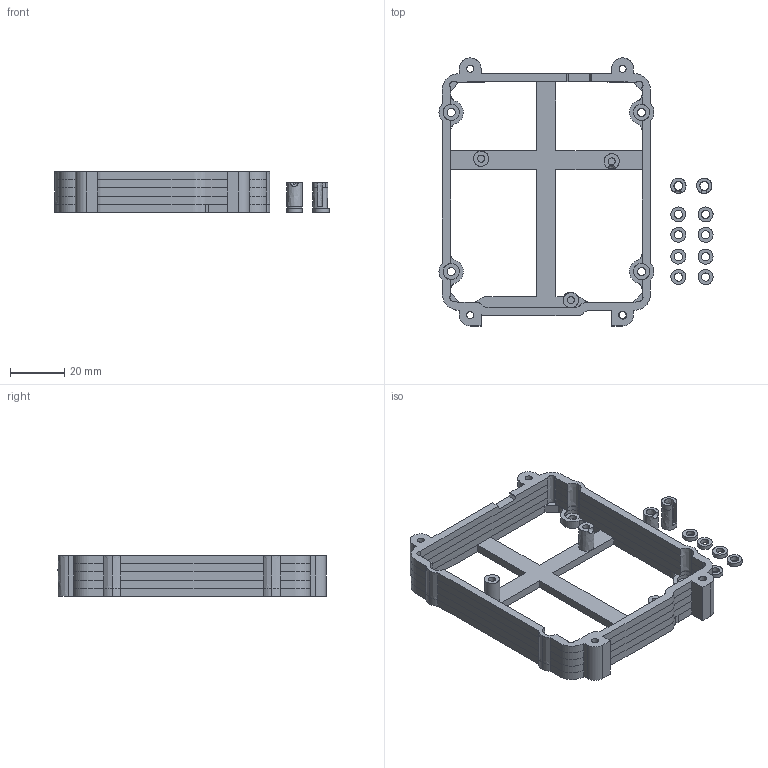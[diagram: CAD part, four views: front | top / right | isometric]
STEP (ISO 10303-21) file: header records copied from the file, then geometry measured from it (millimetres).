
FILE_DESCRIPTION(('CAx-IF Rec.Pracs.---Model Styling and Organization---1.5---2016-08-15','CAx-IF Rec.Pracs.---Geometric and Assembly Validation Properties---4.4---2016-08-17', 'CAx-IF Rec.Pracs.---User Defined Attributes---1.5---2016-08-15', 'CAx-IF Rec.Pracs.---External References---2.1---2005-01-19'),'2;1' );
FILE_NAME('nucleo_back_1p4.stp','2019-04-14T15:12:12',('Unspecified'),( 'Unspecified'),'CAD Exchanger 3.5.3 (cadexchanger.com)', 'Unspecified','');
FILE_SCHEMA(('AUTOMOTIVE_DESIGN { 1 0 10303 214 1 1 1 1 }'));
Length unit declared in the file: millimetre
Products named in the file (11): unnamed
Bounding box: 100.75 x 98.5 x 15 mm (x, y, z)
Volume: 20339.2 mm3; surface area: 18081.5 mm2
Topology: 11 solids, 11 shells, 266 faces, 688 edges, 443 vertices
Faces by surface type: bspline 232, plane 31, revolution 3
Entity records: 37138 total; most frequent: CARTESIAN_POINT 28143, B_SPLINE_CURVE_WITH_KNOTS 1656, ORIENTED_EDGE 1376, PCURVE 1376, DEFINITIONAL_REPRESENTATION 1376, EDGE_CURVE 688, SURFACE_CURVE 650, VERTEX_POINT 443
